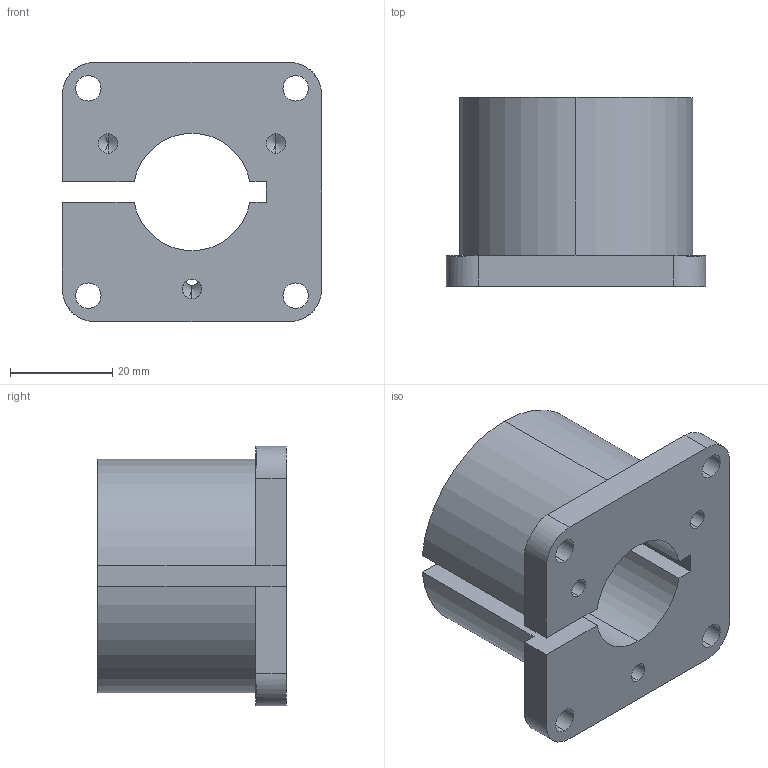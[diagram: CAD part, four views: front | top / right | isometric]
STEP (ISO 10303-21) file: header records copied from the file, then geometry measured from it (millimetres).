
FILE_DESCRIPTION (( 'STEP AP214' ), '1' );
FILE_NAME ('Top section.step', '2023-02-07T13:43:24', ( '' ), ( '' ), 'SwSTEP 2.0', 'SolidWorks 2022', '' );
FILE_SCHEMA (( 'AUTOMOTIVE_DESIGN' ));
Length unit declared in the file: inch
Products named in the file (1): Top section
Bounding box: 50.8 x 37 x 50.8 mm (x, y, z)
Volume: 46700.4 mm3; surface area: 14468 mm2
Topology: 1 solids, 1 shells, 64 faces, 186 edges, 113 vertices
Faces by surface type: cylinder 31, cone 18, plane 15
Entity records: 2192 total; most frequent: CARTESIAN_POINT 448, DIRECTION 376, ORIENTED_EDGE 352, EDGE_CURVE 176, AXIS2_PLACEMENT_3D 143, VERTEX_POINT 113, VECTOR 90, LINE 90
